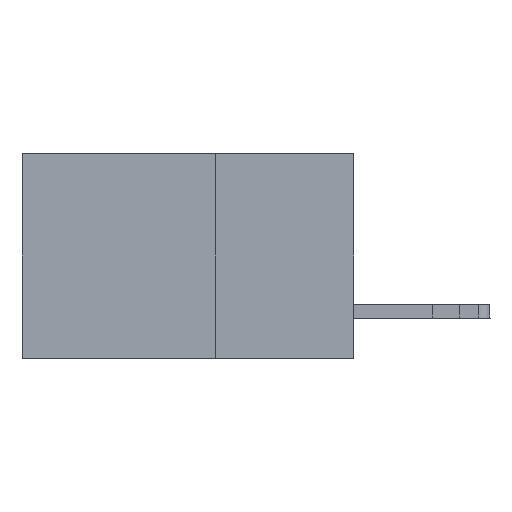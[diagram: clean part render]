
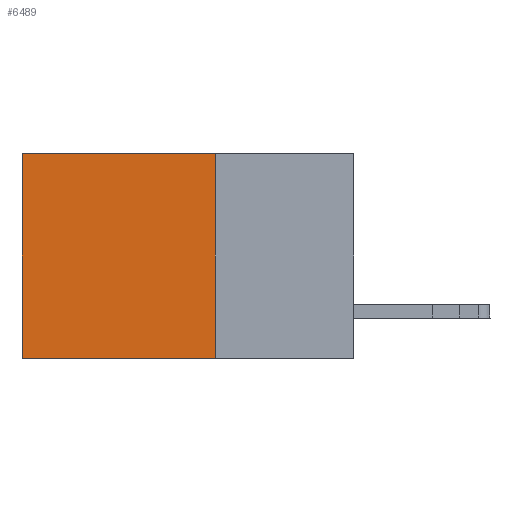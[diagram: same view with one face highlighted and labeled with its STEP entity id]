
A CAD part, left-side view. The second image highlights one B-rep face of the part: STEP entity #6489.
In plain terms, the highlighted planar face has unit normal (-1, 0, 0).
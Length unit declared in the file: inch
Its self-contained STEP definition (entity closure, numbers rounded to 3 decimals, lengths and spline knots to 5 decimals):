
#251 = LINE ( 'NONE', #26608, #27964 ) ;
#682 = CARTESIAN_POINT ( 'NONE',  ( 0.2875, 0.25, -0.37 ) ) ;
#1663 = EDGE_CURVE ( 'NONE', #4480, #9897, #27233, .T. ) ;
#1853 = ORIENTED_EDGE ( 'NONE', *, *, #31799, .T. ) ;
#2960 = EDGE_CURVE ( 'NONE', #7046, #9897, #251, .T. ) ;
#3337 = VECTOR ( 'NONE', #6978, 39.37008 ) ;
#4106 = CARTESIAN_POINT ( 'NONE',  ( 0.2875, 0.25, 0. ) ) ;
#4480 = VERTEX_POINT ( 'NONE', #25250 ) ;
#5310 = VERTEX_POINT ( 'NONE', #6666 ) ;
#6489 = ADVANCED_FACE ( 'NONE', ( #16210 ), #9560, .F. ) ;
#6666 = CARTESIAN_POINT ( 'NONE',  ( 0.2875, 0.25, 0. ) ) ;
#6978 = DIRECTION ( 'NONE',  ( 0., 1., 0. ) ) ;
#7046 = VERTEX_POINT ( 'NONE', #16284 ) ;
#8127 = VECTOR ( 'NONE', #10000, 39.37008 ) ;
#9560 = PLANE ( 'NONE',  #9667 ) ;
#9667 = AXIS2_PLACEMENT_3D ( 'NONE', #27850, #21366, #24419 ) ;
#9897 = VERTEX_POINT ( 'NONE', #21080 ) ;
#10000 = DIRECTION ( 'NONE',  ( 0., 1., 0. ) ) ;
#11807 = ORIENTED_EDGE ( 'NONE', *, *, #24770, .F. ) ;
#12714 = EDGE_LOOP ( 'NONE', ( #34418, #23894, #11807, #1853 ) ) ;
#16210 = FACE_OUTER_BOUND ( 'NONE', #12714, .T. ) ;
#16284 = CARTESIAN_POINT ( 'NONE',  ( 0.2875, 0.6, 0. ) ) ;
#21080 = CARTESIAN_POINT ( 'NONE',  ( 0.2875, 0.6, -0.37 ) ) ;
#21366 = DIRECTION ( 'NONE',  ( 1., 0., 0. ) ) ;
#21818 = CARTESIAN_POINT ( 'NONE',  ( 0.2875, 0.25, 0. ) ) ;
#23175 = DIRECTION ( 'NONE',  ( 0., 0., -1. ) ) ;
#23894 = ORIENTED_EDGE ( 'NONE', *, *, #1663, .F. ) ;
#24136 = LINE ( 'NONE', #21818, #8127 ) ;
#24419 = DIRECTION ( 'NONE',  ( 0., 0., -1. ) ) ;
#24770 = EDGE_CURVE ( 'NONE', #5310, #4480, #32974, .T. ) ;
#25250 = CARTESIAN_POINT ( 'NONE',  ( 0.2875, 0.25, -0.37 ) ) ;
#26608 = CARTESIAN_POINT ( 'NONE',  ( 0.2875, 0.6, 0. ) ) ;
#27233 = LINE ( 'NONE', #682, #3337 ) ;
#27850 = CARTESIAN_POINT ( 'NONE',  ( 0.2875, 0.25, 0. ) ) ;
#27964 = VECTOR ( 'NONE', #23175, 39.37008 ) ;
#29527 = DIRECTION ( 'NONE',  ( 0., 0., -1. ) ) ;
#31637 = VECTOR ( 'NONE', #29527, 39.37008 ) ;
#31799 = EDGE_CURVE ( 'NONE', #5310, #7046, #24136, .T. ) ;
#32974 = LINE ( 'NONE', #4106, #31637 ) ;
#34418 = ORIENTED_EDGE ( 'NONE', *, *, #2960, .T. ) ;
